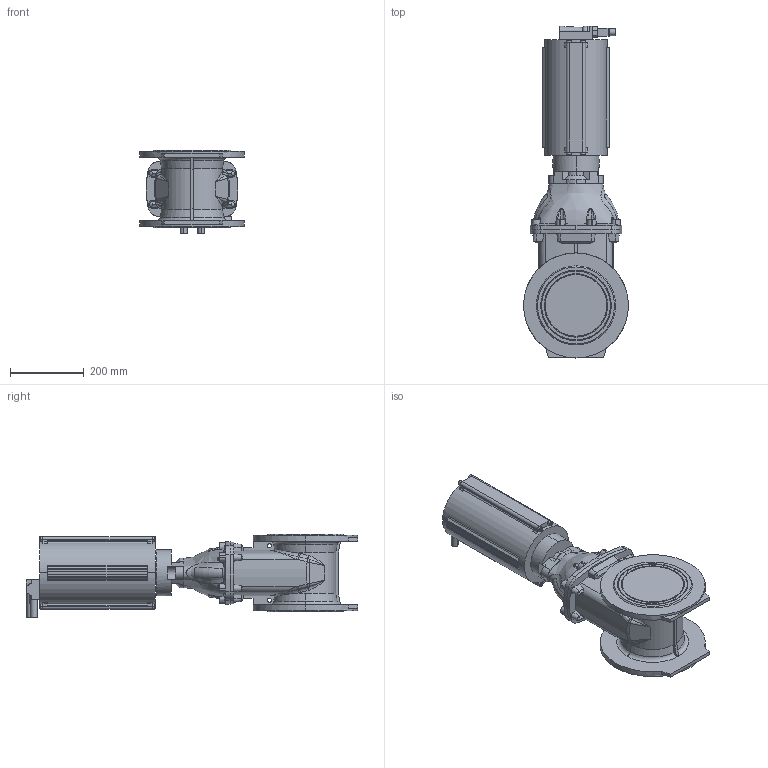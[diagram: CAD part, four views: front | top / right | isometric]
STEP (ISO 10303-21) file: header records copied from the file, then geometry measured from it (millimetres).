
FILE_DESCRIPTION (( 'STEP AP203' ), '1' );
FILE_NAME ('7151503003009 Outline drawing.STEP', '2014-06-24T06:07:16', ( '' ), ( '' ), 'SwSTEP 2.0', 'SolidWorks 2012', '' );
FILE_SCHEMA (( 'CONFIG_CONTROL_DESIGN' ));
Length unit declared in the file: millimetre
Products named in the file (1): 7151503003009 Outline drawing
Bounding box: 285 x 901.5 x 226.5 mm (x, y, z)
Volume: 20914372.2 mm3; surface area: 842306.8 mm2
Topology: 1 solids, 1 shells, 798 faces, 2106 edges, 1312 vertices
Faces by surface type: plane 374, cone 210, cylinder 144, bspline 54, torus 16
Entity records: 35612 total; most frequent: CARTESIAN_POINT 16433, ORIENTED_EDGE 4156, DIRECTION 3887, EDGE_CURVE 2078, AXIS2_PLACEMENT_3D 1448, VERTEX_POINT 1312, LINE 991, VECTOR 991
